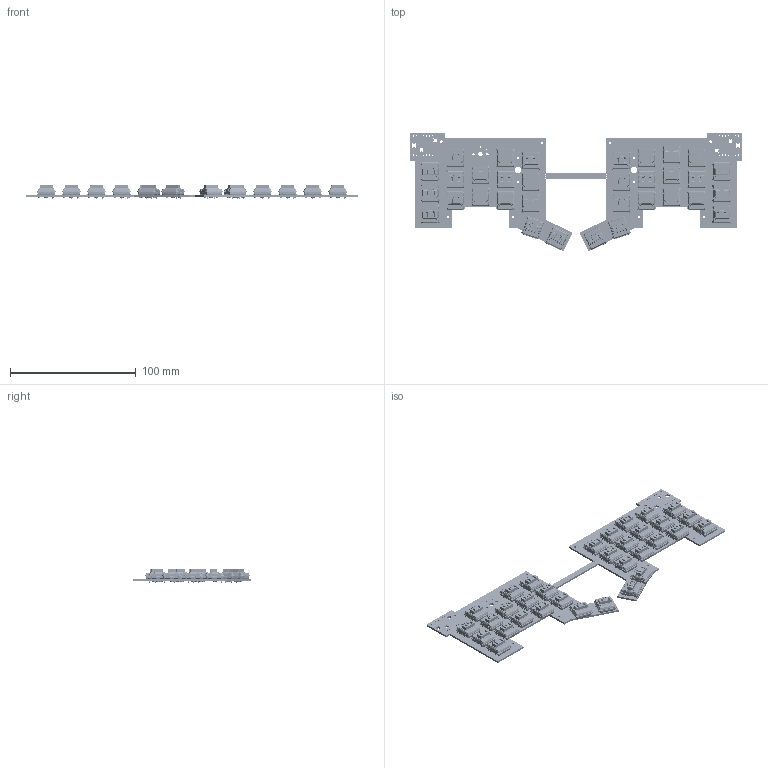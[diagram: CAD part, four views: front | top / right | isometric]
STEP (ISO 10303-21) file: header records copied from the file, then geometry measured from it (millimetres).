
FILE_DESCRIPTION(('KiCad electronic assembly'),'2;1');
FILE_NAME('atlas.step','2025-10-01T14:47:48',('Pcbnew'),('Kicad'), 'Open CASCADE STEP processor 7.8','KiCad to STEP converter','Unknown' );
FILE_SCHEMA(('AUTOMOTIVE_DESIGN { 1 0 10303 214 1 1 1 1 }'));
Length unit declared in the file: millimetre
Products named in the file (4): atlas 1; Choc_V1; SW_Kailh_Choc_V1_cp; atlas_PCB
Assembly tree (35 placements, depth 3):
  atlas 1
    Choc_V1  x33
      SW_Kailh_Choc_V1_cp
    atlas_PCB
Bounding box: 264 x 93.97 x 11 mm (x, y, z)
Volume: 53750.4 mm3; surface area: 83226.3 mm2
Topology: 166 solids, 166 shells, 16647 faces, 44820 edges, 28637 vertices
Faces by surface type: plane 8246, bspline 8151, cylinder 250
Full cylindrical faces by diameter (mm): 1 x34, 1.2 x68, 1.9 x68, 2 x12, 3.45 x34, 5 x2
Entity records: 31379 total; most frequent: CARTESIAN_POINT 9255, ORIENTED_EDGE 4514, DIRECTION 2622, EDGE_CURVE 2257, VERTEX_POINT 1469, FACE_BOUND 1282, EDGE_LOOP 1282, B_SPLINE_CURVE_WITH_KNOTS 1101
